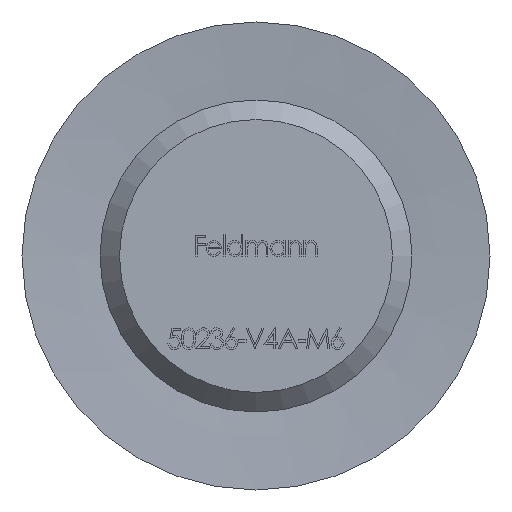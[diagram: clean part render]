
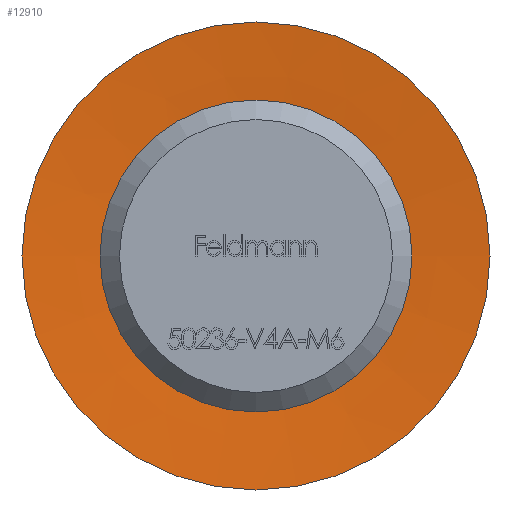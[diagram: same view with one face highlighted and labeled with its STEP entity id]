
A CAD part, front view. The second image highlights one B-rep face of the part: STEP entity #12910.
In plain terms, the highlighted conical face has half-angle 85 degrees and reference radius 3.32 mm.
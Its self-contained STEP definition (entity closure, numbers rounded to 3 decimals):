
#246 = CARTESIAN_POINT ( 'NONE',  ( 6., 0., 0. ) ) ;
#528 = CARTESIAN_POINT ( 'NONE',  ( 0., 0., 0. ) ) ;
#2123 = VERTEX_POINT ( 'NONE', #5461 ) ;
#3306 = CONICAL_SURFACE ( 'NONE', #9881, 3.32, 1.484 ) ;
#4971 = FACE_BOUND ( 'NONE', #8250, .T. ) ;
#5288 = CIRCLE ( 'NONE', #8935, 6. ) ;
#5461 = CARTESIAN_POINT ( 'NONE',  ( 3.32, 0.234, 0. ) ) ;
#6776 = FACE_OUTER_BOUND ( 'NONE', #10045, .T. ) ;
#6997 = DIRECTION ( 'NONE',  ( 1., 0., 0. ) ) ;
#8052 = DIRECTION ( 'NONE',  ( 0., -1., 0. ) ) ;
#8250 = EDGE_LOOP ( 'NONE', ( #12330 ) ) ;
#8935 = AXIS2_PLACEMENT_3D ( 'NONE', #528, #12175, #13344 ) ;
#9881 = AXIS2_PLACEMENT_3D ( 'NONE', #11127, #13292, #12257 ) ;
#10045 = EDGE_LOOP ( 'NONE', ( #12316 ) ) ;
#10182 = EDGE_CURVE ( 'NONE', #2123, #2123, #12447, .T. ) ;
#11099 = CARTESIAN_POINT ( 'NONE',  ( 0., 0.234, 0. ) ) ;
#11127 = CARTESIAN_POINT ( 'NONE',  ( 0., 0.234, 0. ) ) ;
#11680 = AXIS2_PLACEMENT_3D ( 'NONE', #11099, #8052, #6997 ) ;
#12175 = DIRECTION ( 'NONE',  ( 0., -1., 0. ) ) ;
#12257 = DIRECTION ( 'NONE',  ( 1., 0., 0. ) ) ;
#12316 = ORIENTED_EDGE ( 'NONE', *, *, #13085, .T. ) ;
#12330 = ORIENTED_EDGE ( 'NONE', *, *, #10182, .F. ) ;
#12447 = CIRCLE ( 'NONE', #11680, 3.32 ) ;
#12910 = ADVANCED_FACE ( 'NONE', ( #6776, #4971 ), #3306, .F. ) ;
#13085 = EDGE_CURVE ( 'NONE', #13404, #13404, #5288, .T. ) ;
#13292 = DIRECTION ( 'NONE',  ( 0., -1., 0. ) ) ;
#13344 = DIRECTION ( 'NONE',  ( 1., 0., 0. ) ) ;
#13404 = VERTEX_POINT ( 'NONE', #246 ) ;
